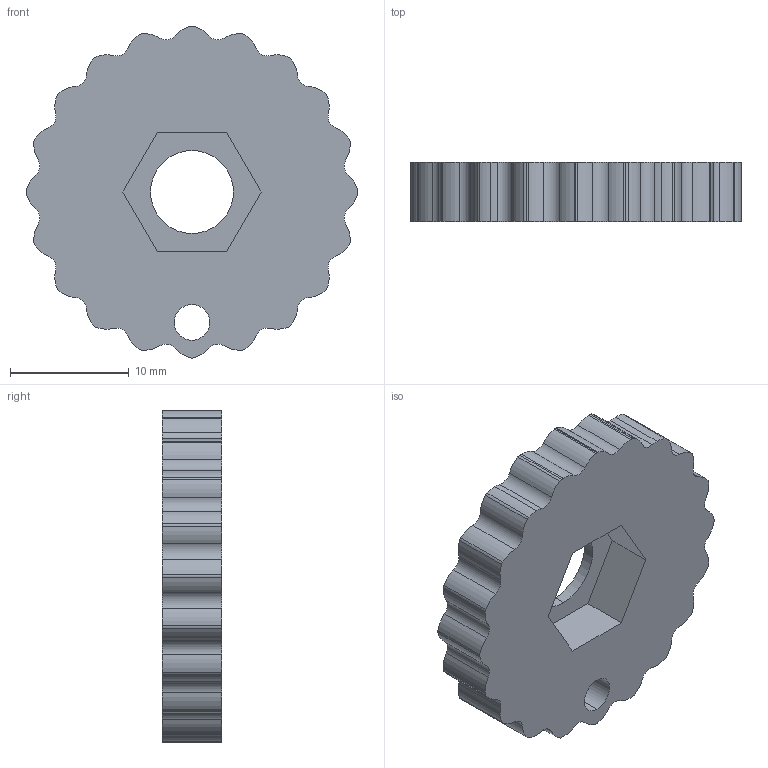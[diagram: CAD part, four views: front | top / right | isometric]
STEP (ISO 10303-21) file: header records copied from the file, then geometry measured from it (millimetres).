
FILE_DESCRIPTION (( 'STEP AP214' ), '1' );
FILE_NAME ('Roller.STEP', '2023-12-23T00:18:41', ( '' ), ( '' ), 'SwSTEP 2.0', 'SolidWorks 2022', '' );
FILE_SCHEMA (( 'AUTOMOTIVE_DESIGN' ));
Length unit declared in the file: millimetre
Products named in the file (1): Roller
Bounding box: 28 x 5 x 28 mm (x, y, z)
Volume: 2445.7 mm3; surface area: 1745.5 mm2
Topology: 1 solids, 1 shells, 102 faces, 297 edges, 198 vertices
Faces by surface type: cylinder 93, plane 9
Entity records: 3529 total; most frequent: DIRECTION 689, CARTESIAN_POINT 598, ORIENTED_EDGE 594, EDGE_CURVE 297, AXIS2_PLACEMENT_3D 289, VERTEX_POINT 198, CIRCLE 186, VECTOR 111
